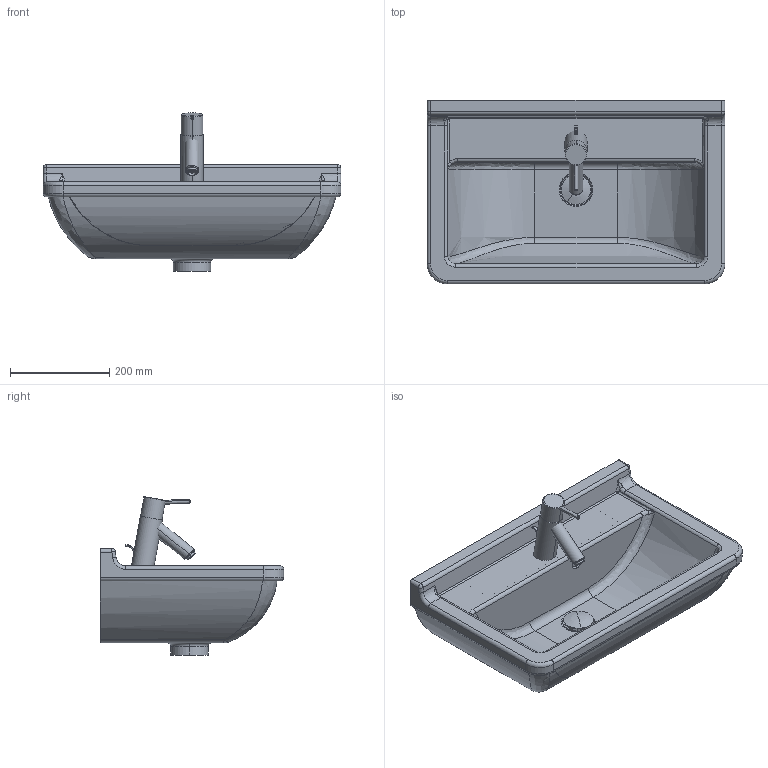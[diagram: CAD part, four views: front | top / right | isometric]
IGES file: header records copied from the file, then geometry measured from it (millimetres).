
Global section: file name: No Iges File Name specified; native system: AutoDesk Inventor R11.0; preprocessor: AutoDesk Inventor Iges Exporter R11.0; author: No Author specified; organization: No Organization specified; date: 20070725.163426; units: millimetre
Bounding box: 600 x 370 x 319.4 mm (x, y, z)
Volume: 13801288.6 mm3; surface area: 986798 mm2
Topology: 8 solids, 8 shells, 210 faces, 491 edges, 289 vertices
Faces by surface type: cylinder 63, plane 51, bspline 33, revolution 29, torus 26, sphere 6, cone 2
